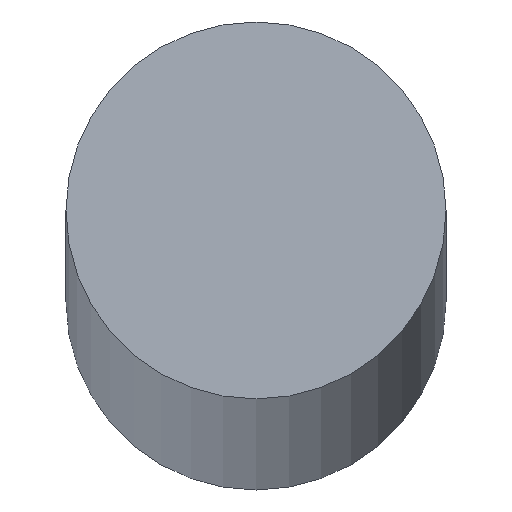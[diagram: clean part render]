
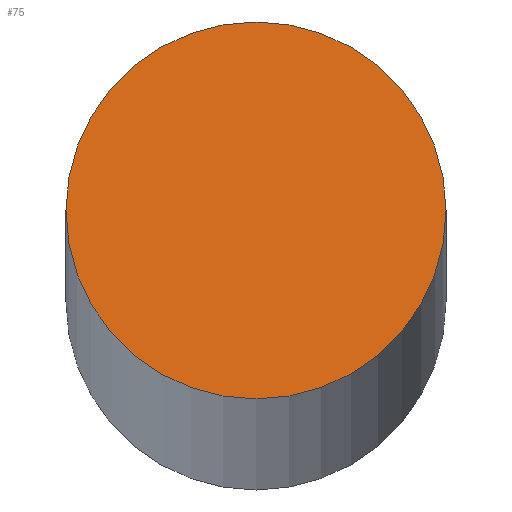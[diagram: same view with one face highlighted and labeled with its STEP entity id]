
A CAD part, front view. The second image highlights one B-rep face of the part: STEP entity #75.
In plain terms, the highlighted face is planar.
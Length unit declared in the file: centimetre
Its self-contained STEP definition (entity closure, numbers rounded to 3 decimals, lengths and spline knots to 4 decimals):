
#9 = FACE_OUTER_BOUND ( 'NONE', #201, .T. ) ;
#16 = DIRECTION ( 'NONE',  ( 1., 0., 0. ) ) ;
#21 = AXIS2_PLACEMENT_3D ( 'NONE', #74, #266, #16 ) ;
#26 = AXIS2_PLACEMENT_3D ( 'NONE', #210, #94, #241 ) ;
#44 = CIRCLE ( 'NONE', #21, 0.9525 ) ;
#59 = ORIENTED_EDGE ( 'NONE', *, *, #224, .T. ) ;
#74 = CARTESIAN_POINT ( 'NONE',  ( 0., 87.05, -2.6386 ) ) ;
#75 = ADVANCED_FACE ( 'NONE', ( #9 ), #233, .T. ) ;
#89 = EDGE_CURVE ( 'NONE', #222, #200, #44, .T. ) ;
#94 = DIRECTION ( 'NONE',  ( 0., 0., 1. ) ) ;
#127 = CARTESIAN_POINT ( 'NONE',  ( 0.9525, 87.05, -2.6386 ) ) ;
#149 = DIRECTION ( 'NONE',  ( 0., 0., 1. ) ) ;
#179 = CARTESIAN_POINT ( 'NONE',  ( -0.9525, 87.05, -2.6386 ) ) ;
#181 = AXIS2_PLACEMENT_3D ( 'NONE', #342, #149, #291 ) ;
#200 = VERTEX_POINT ( 'NONE', #179 ) ;
#201 = EDGE_LOOP ( 'NONE', ( #59, #308 ) ) ;
#210 = CARTESIAN_POINT ( 'NONE',  ( 2.1246, 107.6198, -2.6386 ) ) ;
#222 = VERTEX_POINT ( 'NONE', #127 ) ;
#224 = EDGE_CURVE ( 'NONE', #200, #222, #324, .T. ) ;
#233 = PLANE ( 'NONE',  #26 ) ;
#241 = DIRECTION ( 'NONE',  ( 1., 0., 0. ) ) ;
#266 = DIRECTION ( 'NONE',  ( 0., 0., 1. ) ) ;
#291 = DIRECTION ( 'NONE',  ( 1., 0., 0. ) ) ;
#308 = ORIENTED_EDGE ( 'NONE', *, *, #89, .T. ) ;
#324 = CIRCLE ( 'NONE', #181, 0.9525 ) ;
#342 = CARTESIAN_POINT ( 'NONE',  ( 0., 87.05, -2.6386 ) ) ;
